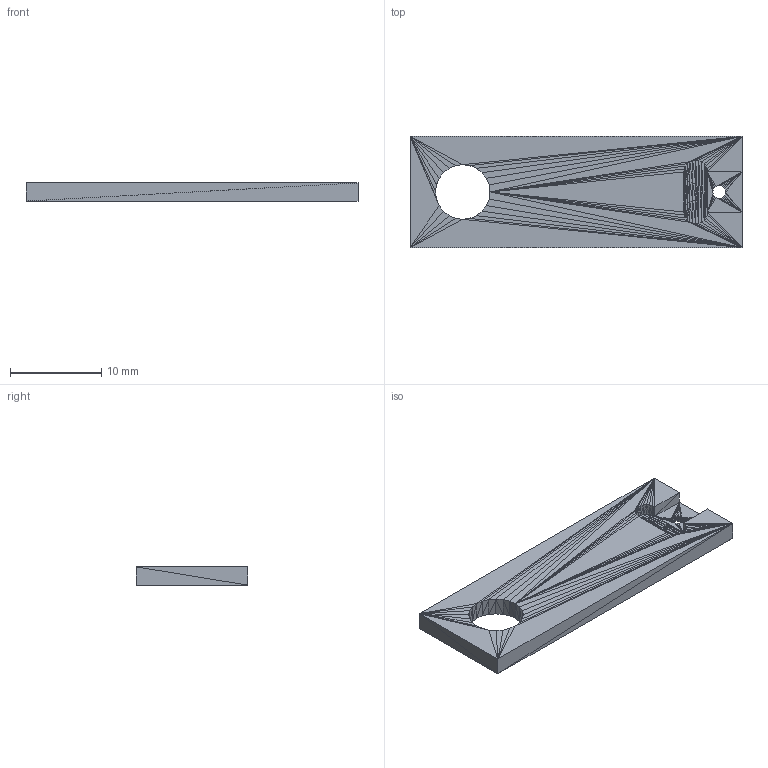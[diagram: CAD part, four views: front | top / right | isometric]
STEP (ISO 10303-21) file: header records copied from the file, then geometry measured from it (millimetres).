
FILE_DESCRIPTION(('FreeCAD Model'),'2;1');
FILE_NAME('Open CASCADE Shape Model','2024-12-02T13:39:52',('Author'),( ''),'Open CASCADE STEP processor 7.8','FreeCAD','Unknown');
FILE_SCHEMA(('AUTOMOTIVE_DESIGN { 1 0 10303 214 1 1 1 1 }'));
Length unit declared in the file: millimetre
Products named in the file (1): headbar001 (Solid)
Bounding box: 36.46 x 12.2 x 2 mm (x, y, z)
Volume: 793.4 mm3; surface area: 1088.3 mm2
Topology: 1 solids, 1 shells, 372 faces, 558 edges, 184 vertices
Faces by surface type: plane 372
Entity records: 7280 total; most frequent: DIRECTION 1304, ORIENTED_EDGE 1116, CARTESIAN_POINT 1115, EDGE_CURVE 558, LINE 558, VECTOR 558, AXIS2_PLACEMENT_3D 373, ADVANCED_FACE 372
